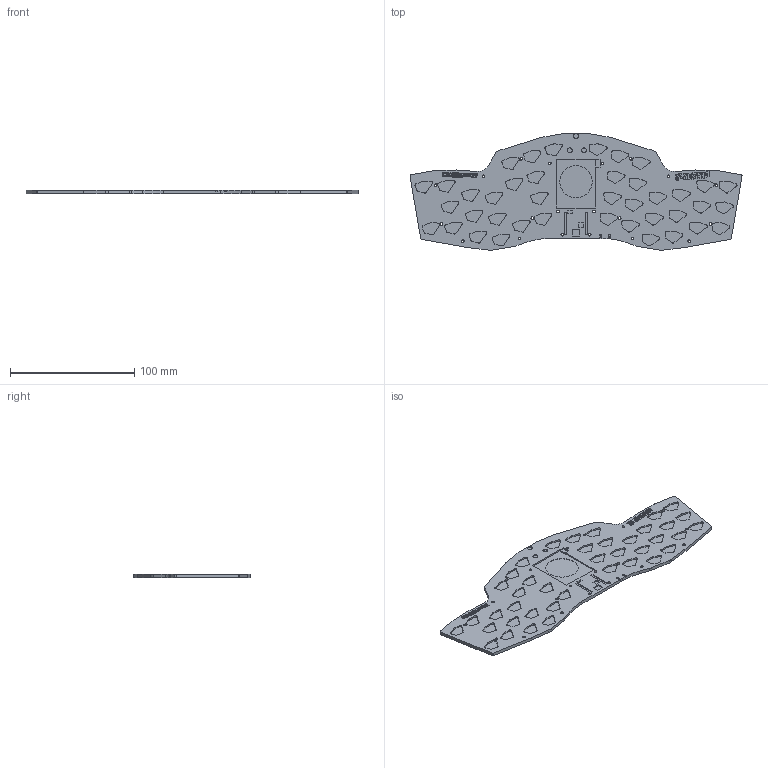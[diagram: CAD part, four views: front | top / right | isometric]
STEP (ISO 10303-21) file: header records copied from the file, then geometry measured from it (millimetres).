
FILE_DESCRIPTION(('STEP AP242'), '1');
FILE_NAME('Bottom_mEnki_v2_Plate', '', ('UNSPECIFIED'), ('UNSPECIFIED'), 'C3D Converter', 'C3D Toolkit', '');
FILE_SCHEMA(('AP242_MANAGED_MODEL_BASED_3D_ENGINEERING_MIM_LF { 1 0 10303 442 1 1 4 }'));
Length unit declared in the file: millimetre
Bounding box: 267.53 x 94.01 x 2.6 mm (x, y, z)
Volume: 40974.9 mm3; surface area: 41423.3 mm2
Topology: 1 solids, 1 shells, 1636 faces, 4670 edges, 3136 vertices
Faces by surface type: cylinder 917, plane 719
Full cylindrical faces by diameter (mm): 1.717 x2, 2.1 x20, 3.94 x2, 26 x1
Entity records: 66953 total; most frequent: DIRECTION 9745, CARTESIAN_POINT 9390, ORIENTED_EDGE 9166, EDGE_CURVE 4583, AXIS2_PLACEMENT_3D 3499, VERTEX_POINT 3072, LINE 2747, VECTOR 2747
